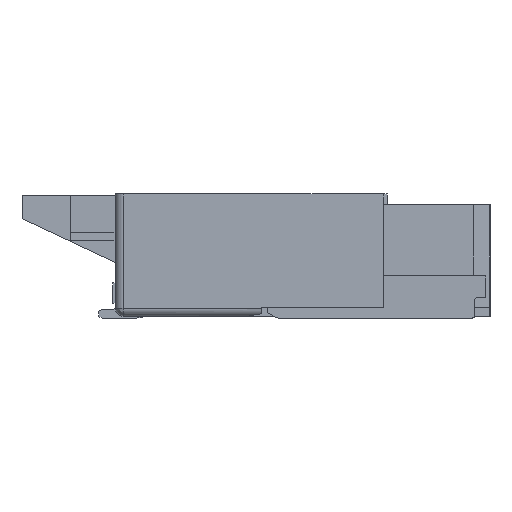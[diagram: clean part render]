
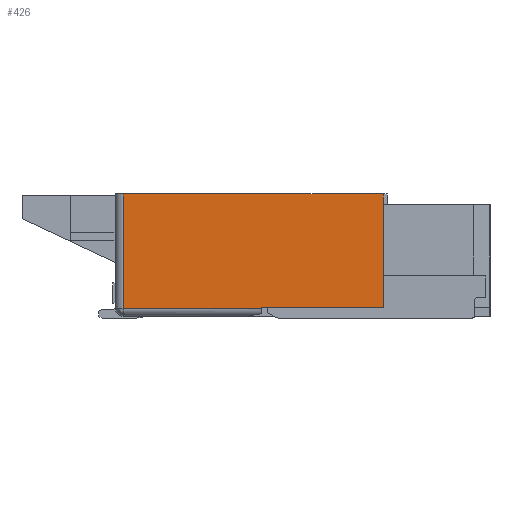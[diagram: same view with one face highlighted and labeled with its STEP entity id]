
A CAD part, left-side view. The second image highlights one B-rep face of the part: STEP entity #426.
In plain terms, the highlighted planar face has unit normal (-1, 0, 0).
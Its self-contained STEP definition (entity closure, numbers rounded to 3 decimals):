
#426=ADVANCED_FACE('NONE',(#936),#937,.T.);
#936=FACE_OUTER_BOUND('',#1569,.T.);
#937=PLANE('',#1570);
#1569=EDGE_LOOP('',(#4919,#4920,#4921,#4922,#4923,#4924));
#1570=AXIS2_PLACEMENT_3D('',#4925,#4926,#4927);
#4919=ORIENTED_EDGE('',*,*,#9894,.T.);
#4920=ORIENTED_EDGE('',*,*,#9895,.T.);
#4921=ORIENTED_EDGE('',*,*,#9896,.T.);
#4922=ORIENTED_EDGE('',*,*,#9504,.F.);
#4923=ORIENTED_EDGE('',*,*,#9890,.T.);
#4924=ORIENTED_EDGE('',*,*,#9882,.T.);
#4925=CARTESIAN_POINT('',(-17.49,3.32,2.3));
#4926=DIRECTION('',(-1.0,0.,0.));
#4927=DIRECTION('',(0.,0.0,1.0));
#9504=EDGE_CURVE('NONE',#14519,#14521,#14522,.T.);
#9882=EDGE_CURVE('NONE',#15096,#15094,#15097,.T.);
#9890=EDGE_CURVE('NONE',#14519,#15096,#15109,.T.);
#9894=EDGE_CURVE('NONE',#15094,#15113,#15114,.T.);
#9895=EDGE_CURVE('NONE',#15113,#15115,#15116,.T.);
#9896=EDGE_CURVE('NONE',#15115,#14521,#15117,.T.);
#14519=VERTEX_POINT('NONE',#30431);
#14521=VERTEX_POINT('NONE',#30433);
#14522=LINE('',#30434,#30435);
#15094=VERTEX_POINT('NONE',#31284);
#15096=VERTEX_POINT('NONE',#31287);
#15097=LINE('',#31288,#31289);
#15109=LINE('',#31307,#31308);
#15113=VERTEX_POINT('NONE',#31312);
#15114=LINE('',#31313,#31314);
#15115=VERTEX_POINT('NONE',#31315);
#15116=LINE('',#31316,#31317);
#15117=LINE('',#31318,#31319);
#30431=CARTESIAN_POINT('',(-17.49,0.6,0.18));
#30433=CARTESIAN_POINT('',(-17.49,3.17,0.18));
#30434=CARTESIAN_POINT('',(-17.49,-0.34,0.18));
#30435=VECTOR('',#36607,1000.0);
#31284=CARTESIAN_POINT('',(-17.49,-1.65,0.2));
#31287=CARTESIAN_POINT('',(-17.49,0.6,0.2));
#31288=CARTESIAN_POINT('',(-17.49,0.6,0.2));
#31289=VECTOR('',#36910,1000.0);
#31307=CARTESIAN_POINT('',(-17.49,0.6,0.2));
#31308=VECTOR('',#36917,1000.0);
#31312=CARTESIAN_POINT('',(-17.49,-1.65,2.3));
#31313=CARTESIAN_POINT('',(-17.49,-1.65,2.3));
#31314=VECTOR('',#36921,1000.0);
#31315=CARTESIAN_POINT('',(-17.49,3.17,2.3));
#31316=CARTESIAN_POINT('',(-17.49,3.32,2.3));
#31317=VECTOR('',#36922,1000.0);
#31318=CARTESIAN_POINT('',(-17.49,3.17,2.3));
#31319=VECTOR('',#36923,1000.0);
#36607=DIRECTION('',(0.,1.0,0.));
#36910=DIRECTION('',(0.0,-1.0,0.));
#36917=DIRECTION('',(0.0,0.,1.0));
#36921=DIRECTION('',(0.,0.,1.0));
#36922=DIRECTION('',(0.,1.0,-0.0));
#36923=DIRECTION('',(0.,0.,-1.0));
